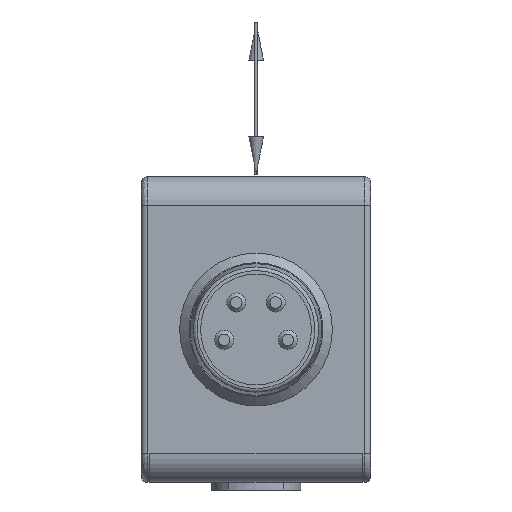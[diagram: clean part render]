
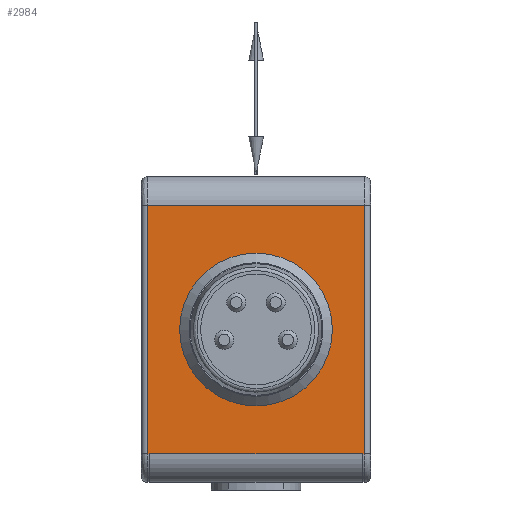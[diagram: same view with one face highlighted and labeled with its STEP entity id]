
A CAD part, left-side view. The second image highlights one B-rep face of the part: STEP entity #2984.
In plain terms, the highlighted planar face has unit normal (-1, 0, 0).
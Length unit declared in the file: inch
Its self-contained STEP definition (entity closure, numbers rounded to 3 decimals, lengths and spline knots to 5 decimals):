
#125 = ORIENTED_EDGE ( 'NONE', *, *, #1065, .F. ) ;
#128 = CARTESIAN_POINT ( 'NONE',  ( -0.62992, -0.23622, -0.25591 ) ) ;
#129 = LINE ( 'NONE', #3565, #2934 ) ;
#203 = CARTESIAN_POINT ( 'NONE',  ( -0.62992, -0.2185, -0.25591 ) ) ;
#278 = EDGE_LOOP ( 'NONE', ( #3526, #3279, #2653, #3463, #125, #484, #851, #2771 ) ) ;
#331 = VECTOR ( 'NONE', #348, 39.37008 ) ;
#334 = VECTOR ( 'NONE', #3623, 39.37008 ) ;
#348 = DIRECTION ( 'NONE',  ( 0., 0., -1. ) ) ;
#392 = VERTEX_POINT ( 'NONE', #490 ) ;
#436 = LINE ( 'NONE', #128, #2376 ) ;
#447 = AXIS2_PLACEMENT_3D ( 'NONE', #1267, #1608, #2574 ) ;
#484 = ORIENTED_EDGE ( 'NONE', *, *, #2410, .F. ) ;
#490 = CARTESIAN_POINT ( 'NONE',  ( -0.62992, -0.22047, -0.25591 ) ) ;
#754 = VERTEX_POINT ( 'NONE', #2698 ) ;
#759 = DIRECTION ( 'NONE',  ( 0., 0., 1. ) ) ;
#764 = VERTEX_POINT ( 'NONE', #1145 ) ;
#831 = EDGE_CURVE ( 'NONE', #1103, #1416, #3662, .T. ) ;
#851 = ORIENTED_EDGE ( 'NONE', *, *, #3139, .F. ) ;
#974 = VECTOR ( 'NONE', #2358, 39.37008 ) ;
#1009 = CARTESIAN_POINT ( 'NONE',  ( -0.62992, 0.22047, -0.25591 ) ) ;
#1029 = CARTESIAN_POINT ( 'NONE',  ( -0.62992, 0.22441, 0.25591 ) ) ;
#1065 = EDGE_CURVE ( 'NONE', #2316, #1731, #436, .T. ) ;
#1103 = VERTEX_POINT ( 'NONE', #1029 ) ;
#1145 = CARTESIAN_POINT ( 'NONE',  ( -0.62992, 0., -0.15748 ) ) ;
#1175 = CIRCLE ( 'NONE', #447, 0.15748 ) ;
#1267 = CARTESIAN_POINT ( 'NONE',  ( -0.62992, 0., 0. ) ) ;
#1294 = CARTESIAN_POINT ( 'NONE',  ( -0.62992, -0.22441, 0.25591 ) ) ;
#1331 = DIRECTION ( 'NONE',  ( 0., 1., 0. ) ) ;
#1367 = LINE ( 'NONE', #1965, #974 ) ;
#1416 = VERTEX_POINT ( 'NONE', #1294 ) ;
#1473 = LINE ( 'NONE', #2096, #334 ) ;
#1608 = DIRECTION ( 'NONE',  ( -1., 0., 0. ) ) ;
#1636 = ORIENTED_EDGE ( 'NONE', *, *, #3436, .F. ) ;
#1731 = VERTEX_POINT ( 'NONE', #1009 ) ;
#1742 = FACE_OUTER_BOUND ( 'NONE', #278, .T. ) ;
#1758 = VECTOR ( 'NONE', #2259, 39.37008 ) ;
#1767 = CARTESIAN_POINT ( 'NONE',  ( -0.62992, -0.22441, -0.25591 ) ) ;
#1783 = DIRECTION ( 'NONE',  ( 0., 1., 0. ) ) ;
#1870 = VECTOR ( 'NONE', #2436, 39.37008 ) ;
#1965 = CARTESIAN_POINT ( 'NONE',  ( -0.62992, -0.23622, -0.25591 ) ) ;
#2071 = LINE ( 'NONE', #3601, #2081 ) ;
#2081 = VECTOR ( 'NONE', #1783, 39.37008 ) ;
#2096 = CARTESIAN_POINT ( 'NONE',  ( -0.62992, -0.23622, -0.25591 ) ) ;
#2160 = EDGE_CURVE ( 'NONE', #1416, #3126, #3156, .T. ) ;
#2241 = LINE ( 'NONE', #3180, #1758 ) ;
#2259 = DIRECTION ( 'NONE',  ( 0., 1., 0. ) ) ;
#2316 = VERTEX_POINT ( 'NONE', #3670 ) ;
#2358 = DIRECTION ( 'NONE',  ( 0., 1., 0. ) ) ;
#2369 = CARTESIAN_POINT ( 'NONE',  ( -0.62992, -0.23622, 0.25591 ) ) ;
#2376 = VECTOR ( 'NONE', #1331, 39.37008 ) ;
#2384 = CARTESIAN_POINT ( 'NONE',  ( -0.62992, -0.23622, 0.31496 ) ) ;
#2410 = EDGE_CURVE ( 'NONE', #2694, #2316, #1473, .T. ) ;
#2436 = DIRECTION ( 'NONE',  ( 0., -1., 0. ) ) ;
#2574 = DIRECTION ( 'NONE',  ( 0., 0., -1. ) ) ;
#2628 = DIRECTION ( 'NONE',  ( 0., 0., -1. ) ) ;
#2631 = EDGE_LOOP ( 'NONE', ( #1636 ) ) ;
#2653 = ORIENTED_EDGE ( 'NONE', *, *, #3097, .F. ) ;
#2673 = FACE_BOUND ( 'NONE', #2631, .T. ) ;
#2694 = VERTEX_POINT ( 'NONE', #203 ) ;
#2698 = CARTESIAN_POINT ( 'NONE',  ( -0.62992, 0.22441, -0.25591 ) ) ;
#2771 = ORIENTED_EDGE ( 'NONE', *, *, #2926, .F. ) ;
#2926 = EDGE_CURVE ( 'NONE', #3126, #392, #2241, .T. ) ;
#2934 = VECTOR ( 'NONE', #759, 39.37008 ) ;
#2984 = ADVANCED_FACE ( 'NONE', ( #1742, #2673 ), #3859, .F. ) ;
#3097 = EDGE_CURVE ( 'NONE', #754, #1103, #129, .T. ) ;
#3126 = VERTEX_POINT ( 'NONE', #1767 ) ;
#3139 = EDGE_CURVE ( 'NONE', #392, #2694, #1367, .T. ) ;
#3156 = LINE ( 'NONE', #3515, #331 ) ;
#3180 = CARTESIAN_POINT ( 'NONE',  ( -0.62992, -0.23622, -0.25591 ) ) ;
#3262 = DIRECTION ( 'NONE',  ( 1., 0., 0. ) ) ;
#3279 = ORIENTED_EDGE ( 'NONE', *, *, #831, .F. ) ;
#3339 = AXIS2_PLACEMENT_3D ( 'NONE', #2384, #3262, #2628 ) ;
#3436 = EDGE_CURVE ( 'NONE', #764, #764, #1175, .T. ) ;
#3463 = ORIENTED_EDGE ( 'NONE', *, *, #3979, .F. ) ;
#3515 = CARTESIAN_POINT ( 'NONE',  ( -0.62992, -0.22441, 0. ) ) ;
#3526 = ORIENTED_EDGE ( 'NONE', *, *, #2160, .F. ) ;
#3565 = CARTESIAN_POINT ( 'NONE',  ( -0.62992, 0.22441, 0.31496 ) ) ;
#3601 = CARTESIAN_POINT ( 'NONE',  ( -0.62992, -0.23622, -0.25591 ) ) ;
#3623 = DIRECTION ( 'NONE',  ( 0., 1., 0. ) ) ;
#3662 = LINE ( 'NONE', #2369, #1870 ) ;
#3670 = CARTESIAN_POINT ( 'NONE',  ( -0.62992, 0.2185, -0.25591 ) ) ;
#3859 = PLANE ( 'NONE',  #3339 ) ;
#3979 = EDGE_CURVE ( 'NONE', #1731, #754, #2071, .T. ) ;
